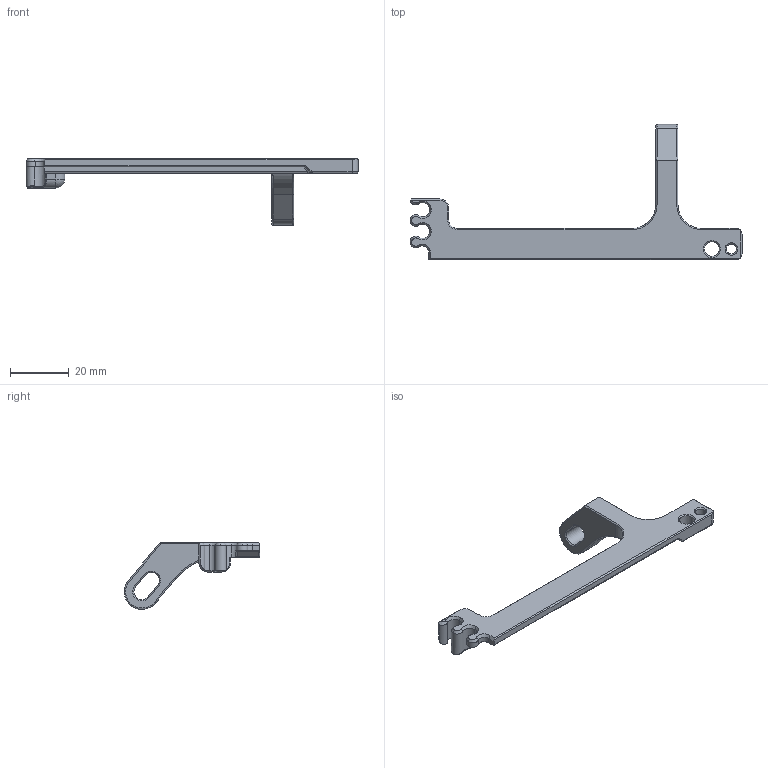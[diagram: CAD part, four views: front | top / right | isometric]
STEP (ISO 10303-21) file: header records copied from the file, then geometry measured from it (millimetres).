
FILE_DESCRIPTION (( 'STEP AP214' ), '1' );
FILE_NAME ('hinge^psu_octopus_spider_and_pi_mount.STEP', '2021-09-06T13:06:21', ( '' ), ( '' ), 'SwSTEP 2.0', 'SolidWorks 2021', '' );
FILE_SCHEMA (( 'AUTOMOTIVE_DESIGN' ));
Length unit declared in the file: millimetre
Products named in the file (1): hinge^psu_octopus_spider_and_pi_mount
Bounding box: 112.57 x 45.97 x 22.69 mm (x, y, z)
Volume: 7447.5 mm3; surface area: 5493.2 mm2
Topology: 1 solids, 1 shells, 118 faces, 288 edges, 170 vertices
Faces by surface type: cylinder 41, plane 33, cone 23, torus 11, bspline 7, sphere 3
Entity records: 4708 total; most frequent: CARTESIAN_POINT 1934, DIRECTION 591, ORIENTED_EDGE 572, EDGE_CURVE 286, AXIS2_PLACEMENT_3D 228, VERTEX_POINT 170, VECTOR 135, LINE 135
